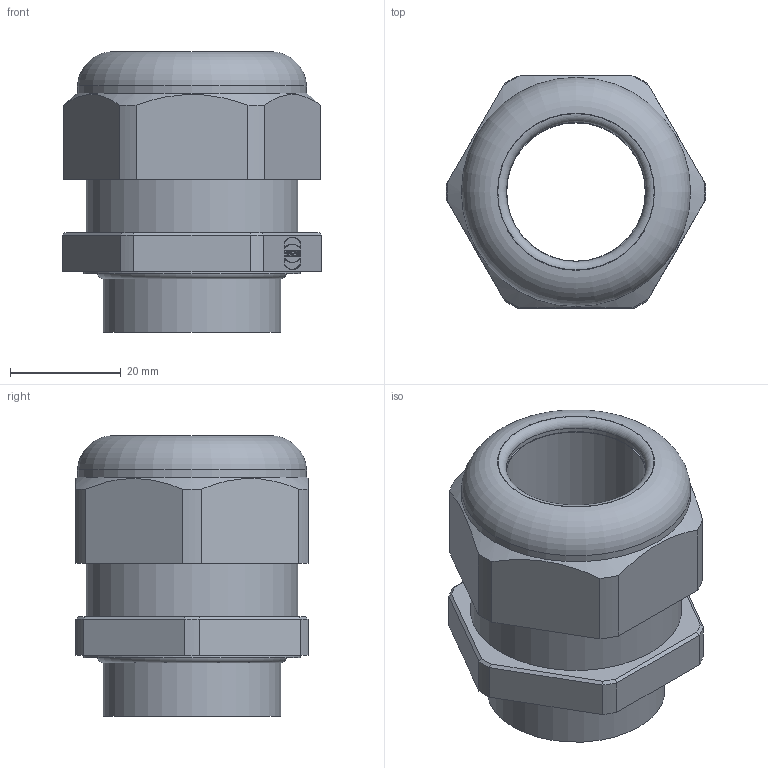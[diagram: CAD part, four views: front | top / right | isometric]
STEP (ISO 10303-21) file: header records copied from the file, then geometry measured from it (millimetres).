
FILE_DESCRIPTION(/* description */ (''),/* implementation_level */ '2;1');
FILE_NAME(/* name */ '100095209ugm000_f.stp',/* time_stamp */ '2020-04-22T08:31:12+02:00',/* author */ (''),/* organization */ (''),/* preprocessor_version */ 'ST-DEVELOPER v16.7',/* originating_system */ 'SIEMENS PLM Software NX 12.0',/* authorisation */ '');
FILE_SCHEMA (('AUTOMOTIVE_DESIGN { 1 0 10303 214 3 1 1 1 }'));
Length unit declared in the file: millimetre
Products named in the file (1): 100095209ugm000_f
Bounding box: 46.84 x 41.85 x 50.62 mm (x, y, z)
Volume: 37913.9 mm3; surface area: 12579.9 mm2
Topology: 1 solids, 1 shells, 890 faces, 2603 edges, 1731 vertices
Faces by surface type: plane 862, cylinder 17, cone 8, torus 3
Full cylindrical faces by diameter (mm): 25 x1, 25.2 x1, 32 x1, 38.141 x1, 41.3 x1
Entity records: 35109 total; most frequent: CARTESIAN_POINT 5281, ORIENTED_EDGE 5178, DIRECTION 4398, EDGE_CURVE 2589, LINE 2526, VECTOR 2526, VERTEX_POINT 1727, AXIS2_PLACEMENT_3D 936
